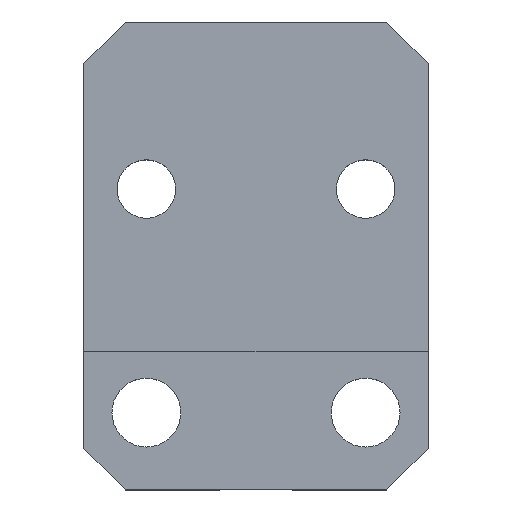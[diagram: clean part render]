
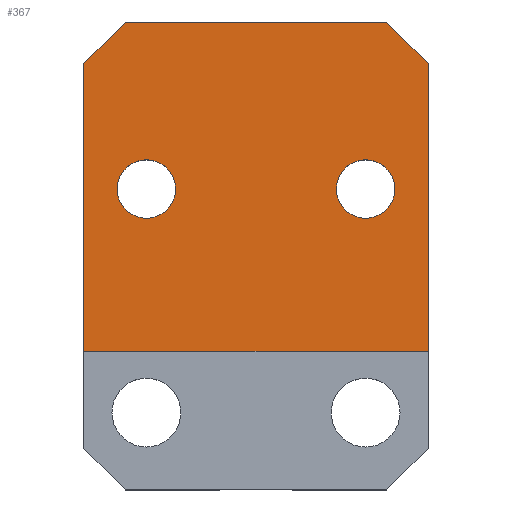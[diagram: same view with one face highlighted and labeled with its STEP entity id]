
A CAD part, top view. The second image highlights one B-rep face of the part: STEP entity #367.
In plain terms, the highlighted planar face has unit normal (0, 0, 1).
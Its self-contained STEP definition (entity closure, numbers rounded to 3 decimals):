
#17 = EDGE_CURVE ( 'NONE', #28, #524, #474, .T. ) ;
#19 = EDGE_LOOP ( 'NONE', ( #157, #510 ) ) ;
#28 = VERTEX_POINT ( 'NONE', #639 ) ;
#30 = CARTESIAN_POINT ( 'NONE',  ( 8.25, 9.5, 3. ) ) ;
#38 = AXIS2_PLACEMENT_3D ( 'NONE', #73, #117, #617 ) ;
#42 = VERTEX_POINT ( 'NONE', #449 ) ;
#47 = LINE ( 'NONE', #50, #773 ) ;
#50 = CARTESIAN_POINT ( 'NONE',  ( 6.25, 11.5, 3. ) ) ;
#57 = CARTESIAN_POINT ( 'NONE',  ( 8.25, 11.5, 3. ) ) ;
#61 = ORIENTED_EDGE ( 'NONE', *, *, #528, .T. ) ;
#68 = VERTEX_POINT ( 'NONE', #709 ) ;
#73 = CARTESIAN_POINT ( 'NONE',  ( 0., 0., 3. ) ) ;
#78 = AXIS2_PLACEMENT_3D ( 'NONE', #373, #741, #567 ) ;
#92 = DIRECTION ( 'NONE',  ( 0., 0., -1. ) ) ;
#103 = LINE ( 'NONE', #425, #349 ) ;
#117 = DIRECTION ( 'NONE',  ( 0., 0., -1. ) ) ;
#123 = FACE_BOUND ( 'NONE', #19, .T. ) ;
#128 = LINE ( 'NONE', #381, #447 ) ;
#134 = ORIENTED_EDGE ( 'NONE', *, *, #513, .T. ) ;
#135 = ORIENTED_EDGE ( 'NONE', *, *, #319, .T. ) ;
#146 = CARTESIAN_POINT ( 'NONE',  ( -5.25, 3.5, 3. ) ) ;
#157 = ORIENTED_EDGE ( 'NONE', *, *, #17, .T. ) ;
#166 = VECTOR ( 'NONE', #315, 1000. ) ;
#200 = VERTEX_POINT ( 'NONE', #30 ) ;
#202 = CARTESIAN_POINT ( 'NONE',  ( -5.25, 3.5, 3. ) ) ;
#209 = DIRECTION ( 'NONE',  ( -1., 0., 0. ) ) ;
#240 = VECTOR ( 'NONE', #328, 1000. ) ;
#241 = EDGE_CURVE ( 'NONE', #524, #28, #703, .T. ) ;
#248 = CARTESIAN_POINT ( 'NONE',  ( 8.25, -4.259, 3. ) ) ;
#252 = CIRCLE ( 'NONE', #717, 1.4 ) ;
#256 = DIRECTION ( 'NONE',  ( -0.707, -0.707, 0. ) ) ;
#258 = CARTESIAN_POINT ( 'NONE',  ( -3.85, 3.5, 3. ) ) ;
#315 = DIRECTION ( 'NONE',  ( 0., 1., 0. ) ) ;
#316 = ORIENTED_EDGE ( 'NONE', *, *, #538, .T. ) ;
#319 = EDGE_CURVE ( 'NONE', #672, #324, #252, .T. ) ;
#324 = VERTEX_POINT ( 'NONE', #622 ) ;
#328 = DIRECTION ( 'NONE',  ( 1., 0., 0. ) ) ;
#334 = AXIS2_PLACEMENT_3D ( 'NONE', #202, #92, #209 ) ;
#345 = DIRECTION ( 'NONE',  ( -0.707, 0.707, 0. ) ) ;
#349 = VECTOR ( 'NONE', #352, 1000. ) ;
#352 = DIRECTION ( 'NONE',  ( 0., -1., 0. ) ) ;
#356 = EDGE_CURVE ( 'NONE', #68, #42, #679, .T. ) ;
#357 = ORIENTED_EDGE ( 'NONE', *, *, #618, .T. ) ;
#367 = ADVANCED_FACE ( 'NONE', ( #371, #123, #675 ), #631, .F. ) ;
#371 = FACE_BOUND ( 'NONE', #634, .T. ) ;
#373 = CARTESIAN_POINT ( 'NONE',  ( 5.25, 3.5, 3. ) ) ;
#381 = CARTESIAN_POINT ( 'NONE',  ( 8.25, 11.5, 3. ) ) ;
#424 = VERTEX_POINT ( 'NONE', #668 ) ;
#425 = CARTESIAN_POINT ( 'NONE',  ( -8.25, 11.5, 3. ) ) ;
#447 = VECTOR ( 'NONE', #628, 1000. ) ;
#449 = CARTESIAN_POINT ( 'NONE',  ( -8.25, 9.5, 3. ) ) ;
#459 = EDGE_CURVE ( 'NONE', #42, #740, #103, .T. ) ;
#461 = LINE ( 'NONE', #779, #240 ) ;
#462 = DIRECTION ( 'NONE',  ( 0., 0., -1. ) ) ;
#474 = CIRCLE ( 'NONE', #486, 1.4 ) ;
#486 = AXIS2_PLACEMENT_3D ( 'NONE', #146, #462, #701 ) ;
#496 = LINE ( 'NONE', #57, #166 ) ;
#505 = CARTESIAN_POINT ( 'NONE',  ( 5.25, 3.5, 3. ) ) ;
#510 = ORIENTED_EDGE ( 'NONE', *, *, #241, .T. ) ;
#513 = EDGE_CURVE ( 'NONE', #200, #424, #47, .T. ) ;
#520 = ORIENTED_EDGE ( 'NONE', *, *, #710, .T. ) ;
#524 = VERTEX_POINT ( 'NONE', #258 ) ;
#528 = EDGE_CURVE ( 'NONE', #324, #672, #548, .T. ) ;
#538 = EDGE_CURVE ( 'NONE', #613, #200, #496, .T. ) ;
#548 = CIRCLE ( 'NONE', #78, 1.4 ) ;
#567 = DIRECTION ( 'NONE',  ( -1., 0., 0. ) ) ;
#571 = DIRECTION ( 'NONE',  ( -1., 0., 0. ) ) ;
#589 = CARTESIAN_POINT ( 'NONE',  ( 6.65, 3.5, 3. ) ) ;
#613 = VERTEX_POINT ( 'NONE', #248 ) ;
#617 = DIRECTION ( 'NONE',  ( -1., 0., 0. ) ) ;
#618 = EDGE_CURVE ( 'NONE', #424, #68, #128, .T. ) ;
#622 = CARTESIAN_POINT ( 'NONE',  ( 3.85, 3.5, 3. ) ) ;
#624 = ORIENTED_EDGE ( 'NONE', *, *, #356, .T. ) ;
#628 = DIRECTION ( 'NONE',  ( -1., 0., 0. ) ) ;
#631 = PLANE ( 'NONE',  #38 ) ;
#634 = EDGE_LOOP ( 'NONE', ( #61, #135 ) ) ;
#637 = VECTOR ( 'NONE', #256, 1000. ) ;
#639 = CARTESIAN_POINT ( 'NONE',  ( -6.65, 3.5, 3. ) ) ;
#668 = CARTESIAN_POINT ( 'NONE',  ( 6.25, 11.5, 3. ) ) ;
#672 = VERTEX_POINT ( 'NONE', #589 ) ;
#675 = FACE_OUTER_BOUND ( 'NONE', #733, .T. ) ;
#679 = LINE ( 'NONE', #683, #637 ) ;
#683 = CARTESIAN_POINT ( 'NONE',  ( -8.25, 9.5, 3. ) ) ;
#701 = DIRECTION ( 'NONE',  ( -1., 0., 0. ) ) ;
#703 = CIRCLE ( 'NONE', #334, 1.4 ) ;
#709 = CARTESIAN_POINT ( 'NONE',  ( -6.25, 11.5, 3. ) ) ;
#710 = EDGE_CURVE ( 'NONE', #740, #613, #461, .T. ) ;
#717 = AXIS2_PLACEMENT_3D ( 'NONE', #505, #746, #571 ) ;
#733 = EDGE_LOOP ( 'NONE', ( #357, #624, #784, #520, #316, #134 ) ) ;
#740 = VERTEX_POINT ( 'NONE', #764 ) ;
#741 = DIRECTION ( 'NONE',  ( 0., 0., -1. ) ) ;
#746 = DIRECTION ( 'NONE',  ( 0., 0., -1. ) ) ;
#764 = CARTESIAN_POINT ( 'NONE',  ( -8.25, -4.259, 3. ) ) ;
#773 = VECTOR ( 'NONE', #345, 1000. ) ;
#779 = CARTESIAN_POINT ( 'NONE',  ( 8.25, -4.259, 3. ) ) ;
#784 = ORIENTED_EDGE ( 'NONE', *, *, #459, .T. ) ;
